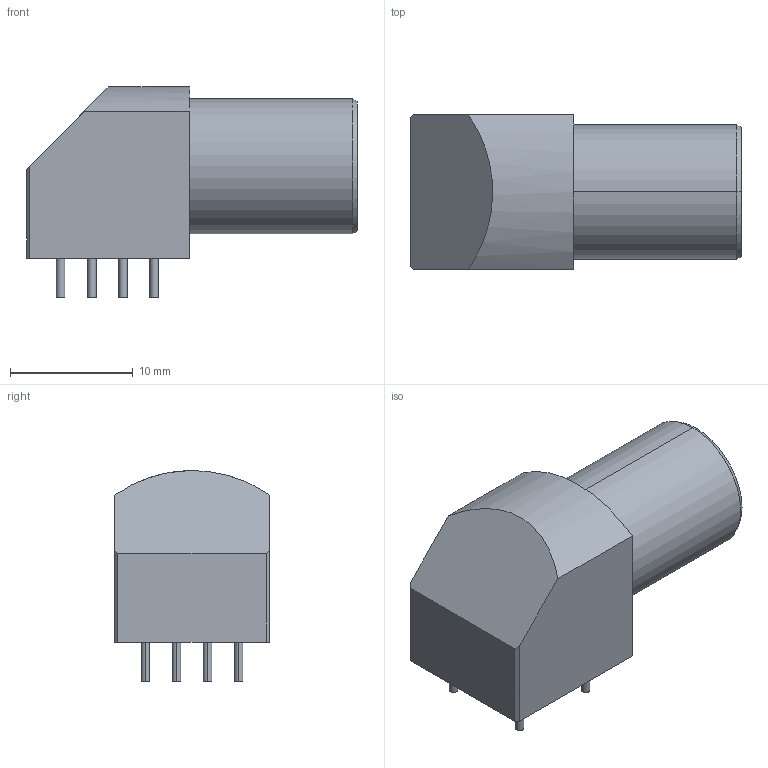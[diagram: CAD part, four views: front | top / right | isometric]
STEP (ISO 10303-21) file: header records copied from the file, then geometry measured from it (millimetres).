
FILE_DESCRIPTION((''),'2;1');
FILE_NAME('LEMO_EPG.1B.304.HLN.stp','2014-06-03T09:53:46',(''),(''),'Mechanical Desktop 2011','Mechanical Desktop 2011',', , ');
FILE_SCHEMA(('AUTOMOTIVE_DESIGN { 1 2 10303 214 1 1 1 1 }'));
Length unit declared in the file: millimetre
Products named in the file (1): Product
Bounding box: 27 x 12.6 x 17.2 mm (x, y, z)
Volume: 2737.2 mm3; surface area: 2854.1 mm2
Topology: 15 solids, 15 shells, 88 faces, 169 edges, 112 vertices
Faces by surface type: cylinder 47, plane 39, cone 2
Entity records: 2357 total; most frequent: DIRECTION 443, CARTESIAN_POINT 370, ORIENTED_EDGE 338, AXIS2_PLACEMENT_3D 185, EDGE_CURVE 169, VERTEX_POINT 112, EDGE_LOOP 105, CIRCLE 95
